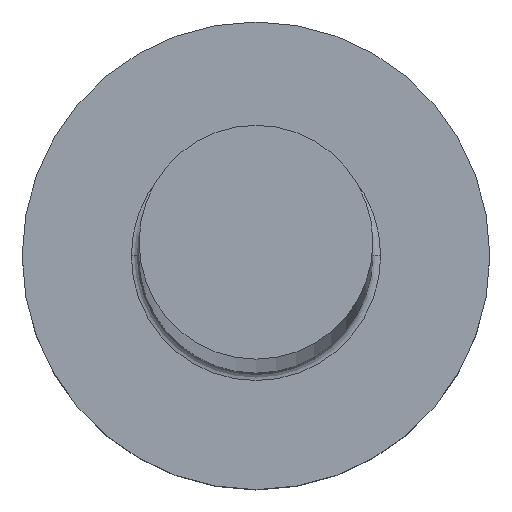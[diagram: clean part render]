
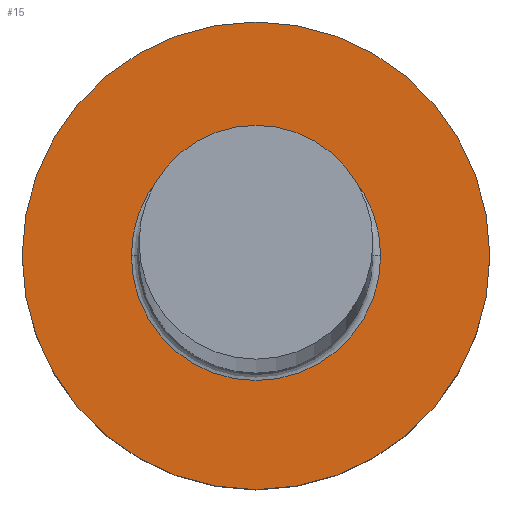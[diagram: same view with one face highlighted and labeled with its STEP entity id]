
A CAD part, top view. The second image highlights one B-rep face of the part: STEP entity #15.
In plain terms, the highlighted planar face has unit normal (0, 0, 1).
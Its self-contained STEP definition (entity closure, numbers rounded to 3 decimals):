
#6 = EDGE_CURVE ( 'NONE', #124, #220, #92, .T. ) ;
#15 = ADVANCED_FACE ( 'NONE', ( #271, #154 ), #107, .T. ) ;
#26 = DIRECTION ( 'NONE',  ( 0., 0., 1. ) ) ;
#31 = EDGE_LOOP ( 'NONE', ( #145, #201 ) ) ;
#54 = DIRECTION ( 'NONE',  ( 0., 0., -1. ) ) ;
#57 = CARTESIAN_POINT ( 'NONE',  ( 0., 0., 5. ) ) ;
#62 = DIRECTION ( 'NONE',  ( 0., 0., -1. ) ) ;
#77 = CARTESIAN_POINT ( 'NONE',  ( 0., 0., 5. ) ) ;
#83 = CARTESIAN_POINT ( 'NONE',  ( 0., 0., 5. ) ) ;
#84 = EDGE_LOOP ( 'NONE', ( #166, #265 ) ) ;
#85 = DIRECTION ( 'NONE',  ( 0., 0., 1. ) ) ;
#92 = CIRCLE ( 'NONE', #241, 6. ) ;
#94 = AXIS2_PLACEMENT_3D ( 'NONE', #77, #26, #120 ) ;
#101 = CARTESIAN_POINT ( 'NONE',  ( -6., 0., 5. ) ) ;
#106 = EDGE_CURVE ( 'NONE', #171, #270, #135, .T. ) ;
#107 = PLANE ( 'NONE',  #144 ) ;
#114 = CIRCLE ( 'NONE', #205, 3.2 ) ;
#120 = DIRECTION ( 'NONE',  ( 1., 0., 0. ) ) ;
#124 = VERTEX_POINT ( 'NONE', #101 ) ;
#135 = CIRCLE ( 'NONE', #181, 3.2 ) ;
#140 = CIRCLE ( 'NONE', #94, 6. ) ;
#144 = AXIS2_PLACEMENT_3D ( 'NONE', #222, #85, #151 ) ;
#145 = ORIENTED_EDGE ( 'NONE', *, *, #6, .T. ) ;
#151 = DIRECTION ( 'NONE',  ( 1., 0., 0. ) ) ;
#154 = FACE_OUTER_BOUND ( 'NONE', #31, .T. ) ;
#166 = ORIENTED_EDGE ( 'NONE', *, *, #177, .T. ) ;
#170 = DIRECTION ( 'NONE',  ( 1., 0., 0. ) ) ;
#171 = VERTEX_POINT ( 'NONE', #238 ) ;
#177 = EDGE_CURVE ( 'NONE', #270, #171, #114, .T. ) ;
#181 = AXIS2_PLACEMENT_3D ( 'NONE', #83, #62, #170 ) ;
#195 = DIRECTION ( 'NONE',  ( 1., 0., 0. ) ) ;
#198 = DIRECTION ( 'NONE',  ( 1., 0., 0. ) ) ;
#201 = ORIENTED_EDGE ( 'NONE', *, *, #285, .T. ) ;
#205 = AXIS2_PLACEMENT_3D ( 'NONE', #57, #54, #195 ) ;
#217 = CARTESIAN_POINT ( 'NONE',  ( 3.2, 0., 5. ) ) ;
#220 = VERTEX_POINT ( 'NONE', #235 ) ;
#221 = DIRECTION ( 'NONE',  ( 0., 0., 1. ) ) ;
#222 = CARTESIAN_POINT ( 'NONE',  ( 0., 0., 5. ) ) ;
#235 = CARTESIAN_POINT ( 'NONE',  ( 6., 0., 5. ) ) ;
#238 = CARTESIAN_POINT ( 'NONE',  ( -3.2, 0., 5. ) ) ;
#241 = AXIS2_PLACEMENT_3D ( 'NONE', #244, #221, #198 ) ;
#244 = CARTESIAN_POINT ( 'NONE',  ( 0., 0., 5. ) ) ;
#265 = ORIENTED_EDGE ( 'NONE', *, *, #106, .T. ) ;
#270 = VERTEX_POINT ( 'NONE', #217 ) ;
#271 = FACE_BOUND ( 'NONE', #84, .T. ) ;
#285 = EDGE_CURVE ( 'NONE', #220, #124, #140, .T. ) ;
